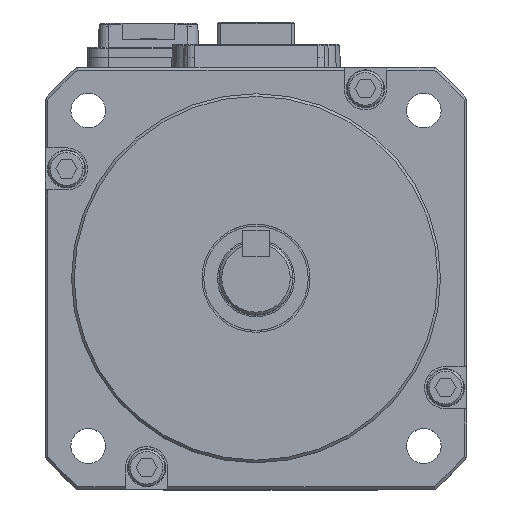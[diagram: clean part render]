
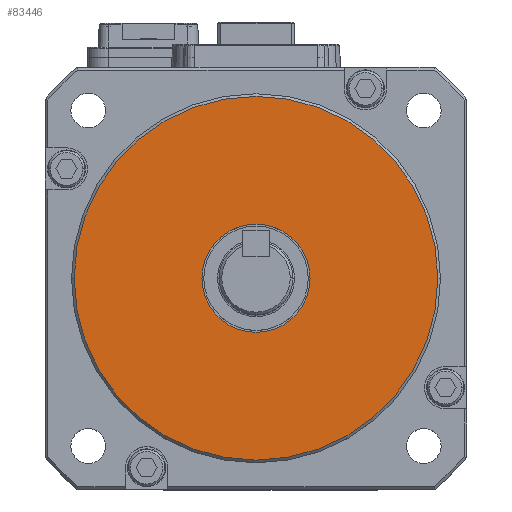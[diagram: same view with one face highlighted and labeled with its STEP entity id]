
A CAD part, top view. The second image highlights one B-rep face of the part: STEP entity #83446.
In plain terms, the highlighted planar face has unit normal (0, 0, 1).
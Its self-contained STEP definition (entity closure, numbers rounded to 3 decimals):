
#3867 = ORIENTED_EDGE ( 'NONE', *, *, #38186, .T. ) ;
#3956 = ORIENTED_EDGE ( 'NONE', *, *, #37766, .T. ) ;
#3972 = ORIENTED_EDGE ( 'NONE', *, *, #57686, .F. ) ;
#3983 = ORIENTED_EDGE ( 'NONE', *, *, #38061, .F. ) ;
#15034 = AXIS2_PLACEMENT_3D ( 'NONE', #18713, #18722, #18696 ) ;
#15065 = CIRCLE ( 'NONE', #15034, 34.5 ) ;
#15146 = CIRCLE ( 'NONE', #15184, 10.25 ) ;
#15184 = AXIS2_PLACEMENT_3D ( 'NONE', #18029, #18042, #18011 ) ;
#15237 = CIRCLE ( 'NONE', #15238, 34.5 ) ;
#15238 = AXIS2_PLACEMENT_3D ( 'NONE', #19120, #19129, #19130 ) ;
#18011 = DIRECTION ( 'NONE',  ( 1., 0., 0. ) ) ;
#18029 = CARTESIAN_POINT ( 'NONE',  ( 0., 0., 41.5 ) ) ;
#18042 = DIRECTION ( 'NONE',  ( 0., 0., 1. ) ) ;
#18696 = DIRECTION ( 'NONE',  ( 1., 0., 0. ) ) ;
#18713 = CARTESIAN_POINT ( 'NONE',  ( 0., 0., 41.5 ) ) ;
#18722 = DIRECTION ( 'NONE',  ( 0., 0., 1. ) ) ;
#19120 = CARTESIAN_POINT ( 'NONE',  ( 0., 0., 41.5 ) ) ;
#19129 = DIRECTION ( 'NONE',  ( 0., 0., 1. ) ) ;
#19130 = DIRECTION ( 'NONE',  ( 1., 0., 0. ) ) ;
#20824 = CIRCLE ( 'NONE', #20830, 10.25 ) ;
#20830 = AXIS2_PLACEMENT_3D ( 'NONE', #24209, #24220, #24252 ) ;
#22447 = CARTESIAN_POINT ( 'NONE',  ( -34.5, 0., 41.5 ) ) ;
#22457 = CARTESIAN_POINT ( 'NONE',  ( -10.25, 0., 41.5 ) ) ;
#22460 = CARTESIAN_POINT ( 'NONE',  ( 10.25, 0., 41.5 ) ) ;
#22481 = CARTESIAN_POINT ( 'NONE',  ( 34.5, 0., 41.5 ) ) ;
#24209 = CARTESIAN_POINT ( 'NONE',  ( 0., 0., 41.5 ) ) ;
#24220 = DIRECTION ( 'NONE',  ( 0., 0., 1. ) ) ;
#24252 = DIRECTION ( 'NONE',  ( 1., 0., 0. ) ) ;
#26071 = AXIS2_PLACEMENT_3D ( 'NONE', #29910, #29912, #29901 ) ;
#29865 = PLANE ( 'NONE',  #26071 ) ;
#29882 = FACE_OUTER_BOUND ( 'NONE', #37641, .T. ) ;
#29901 = DIRECTION ( 'NONE',  ( 1., 0., 0. ) ) ;
#29902 = FACE_BOUND ( 'NONE', #37666, .T. ) ;
#29910 = CARTESIAN_POINT ( 'NONE',  ( 0., 0., 41.5 ) ) ;
#29912 = DIRECTION ( 'NONE',  ( 0., 0., 1. ) ) ;
#37641 = EDGE_LOOP ( 'NONE', ( #3867, #3956 ) ) ;
#37666 = EDGE_LOOP ( 'NONE', ( #3972, #3983 ) ) ;
#37766 = EDGE_CURVE ( 'NONE', #53273, #53308, #15065, .T. ) ;
#38061 = EDGE_CURVE ( 'NONE', #53355, #53258, #15146, .T. ) ;
#38186 = EDGE_CURVE ( 'NONE', #53308, #53273, #15237, .T. ) ;
#53258 = VERTEX_POINT ( 'NONE', #22457 ) ;
#53273 = VERTEX_POINT ( 'NONE', #22481 ) ;
#53308 = VERTEX_POINT ( 'NONE', #22447 ) ;
#53355 = VERTEX_POINT ( 'NONE', #22460 ) ;
#57686 = EDGE_CURVE ( 'NONE', #53258, #53355, #20824, .T. ) ;
#83446 = ADVANCED_FACE ( 'NONE', ( #29882, #29902 ), #29865, .T. ) ;
